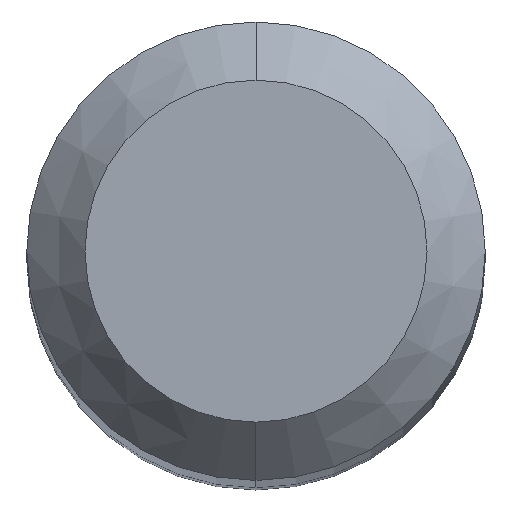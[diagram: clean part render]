
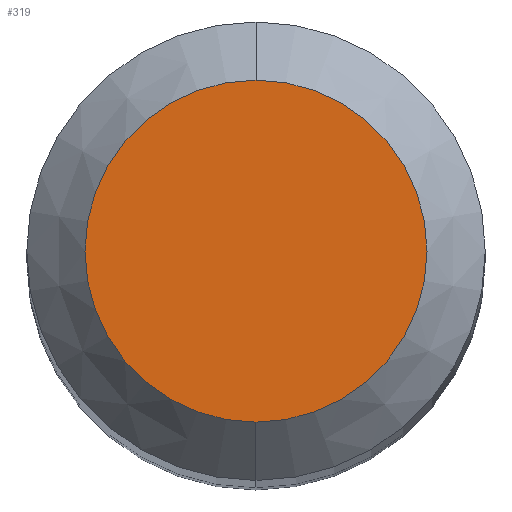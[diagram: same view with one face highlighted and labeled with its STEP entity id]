
A CAD part, top view. The second image highlights one B-rep face of the part: STEP entity #319.
In plain terms, the highlighted planar face has unit normal (0, 0, 1).
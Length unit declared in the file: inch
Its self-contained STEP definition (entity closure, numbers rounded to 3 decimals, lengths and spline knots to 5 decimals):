
#26 = CARTESIAN_POINT ( 'NONE',  ( 0., -0.05875, 0. ) ) ;
#43 = AXIS2_PLACEMENT_3D ( 'NONE', #128, #123, #51 ) ;
#51 = DIRECTION ( 'NONE',  ( 0., 1., 0. ) ) ;
#74 = CIRCLE ( 'NONE', #394, 0.05875 ) ;
#78 = EDGE_CURVE ( 'NONE', #386, #172, #74, .T. ) ;
#79 = CARTESIAN_POINT ( 'NONE',  ( 0., 0., 0. ) ) ;
#88 = DIRECTION ( 'NONE',  ( 0., -1., 0. ) ) ;
#106 = ORIENTED_EDGE ( 'NONE', *, *, #78, .T. ) ;
#119 = PLANE ( 'NONE',  #43 ) ;
#123 = DIRECTION ( 'NONE',  ( 0., 0., -1. ) ) ;
#128 = CARTESIAN_POINT ( 'NONE',  ( 0., 0.05875, 0. ) ) ;
#172 = VERTEX_POINT ( 'NONE', #396 ) ;
#178 = EDGE_CURVE ( 'NONE', #172, #386, #385, .T. ) ;
#179 = DIRECTION ( 'NONE',  ( 0., 0., 1. ) ) ;
#226 = DIRECTION ( 'NONE',  ( 0., 0., 1. ) ) ;
#269 = ORIENTED_EDGE ( 'NONE', *, *, #178, .T. ) ;
#284 = FACE_OUTER_BOUND ( 'NONE', #359, .T. ) ;
#309 = DIRECTION ( 'NONE',  ( 0., -1., 0. ) ) ;
#319 = ADVANCED_FACE ( 'NONE', ( #284 ), #119, .F. ) ;
#359 = EDGE_LOOP ( 'NONE', ( #269, #106 ) ) ;
#365 = CARTESIAN_POINT ( 'NONE',  ( 0., 0., 0. ) ) ;
#379 = AXIS2_PLACEMENT_3D ( 'NONE', #79, #226, #88 ) ;
#385 = CIRCLE ( 'NONE', #379, 0.05875 ) ;
#386 = VERTEX_POINT ( 'NONE', #26 ) ;
#394 = AXIS2_PLACEMENT_3D ( 'NONE', #365, #179, #309 ) ;
#396 = CARTESIAN_POINT ( 'NONE',  ( 0., 0.05875, 0. ) ) ;
